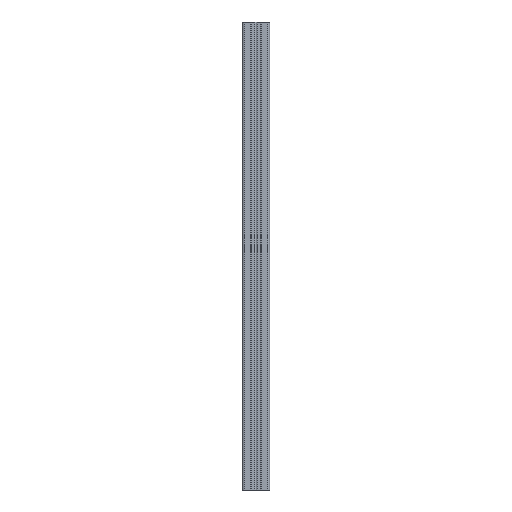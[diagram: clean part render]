
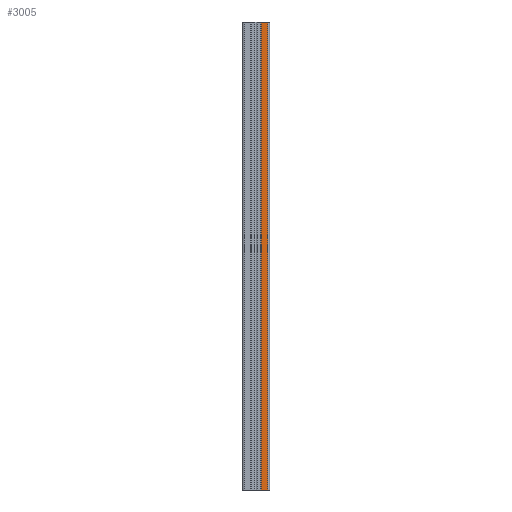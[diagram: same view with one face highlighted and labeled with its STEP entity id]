
A CAD part, front view. The second image highlights one B-rep face of the part: STEP entity #3005.
In plain terms, the highlighted planar face has unit normal (0, -1, 0).
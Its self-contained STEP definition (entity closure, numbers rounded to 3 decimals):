
#61=PLANE('',#3253);
#183=FACE_OUTER_BOUND('',#337,.T.);
#337=EDGE_LOOP('',(#2273,#2274,#2275,#2276));
#581=LINE('',#4803,#893);
#582=LINE('',#4807,#894);
#583=LINE('',#4809,#895);
#584=LINE('',#4810,#896);
#893=VECTOR('',#3887,1000.);
#894=VECTOR('',#3892,10.);
#895=VECTOR('',#3893,1000.);
#896=VECTOR('',#3894,4.65);
#1345=VERTEX_POINT('',#4800);
#1346=VERTEX_POINT('',#4802);
#1347=VERTEX_POINT('',#4806);
#1348=VERTEX_POINT('',#4808);
#1732=EDGE_CURVE('',#1346,#1345,#581,.T.);
#1734=EDGE_CURVE('',#1345,#1347,#582,.F.);
#1735=EDGE_CURVE('',#1348,#1347,#583,.T.);
#1736=EDGE_CURVE('',#1348,#1346,#584,.T.);
#2273=ORIENTED_EDGE('',*,*,#1734,.T.);
#2274=ORIENTED_EDGE('',*,*,#1735,.F.);
#2275=ORIENTED_EDGE('',*,*,#1736,.T.);
#2276=ORIENTED_EDGE('',*,*,#1732,.T.);
#3005=ADVANCED_FACE('',(#183),#61,.T.);
#3253=AXIS2_PLACEMENT_3D('',#4805,#3890,#3891);
#3887=DIRECTION('',(0.,0.,1.));
#3890=DIRECTION('center_axis',(0.,-1.,0.));
#3891=DIRECTION('ref_axis',(0.,0.,-1.));
#3892=DIRECTION('',(1.,0.,0.));
#3893=DIRECTION('',(0.,0.,1.));
#3894=DIRECTION('',(1.,0.,0.));
#4800=CARTESIAN_POINT('',(17.,0.,340.));
#4802=CARTESIAN_POINT('',(17.,0.,0.));
#4803=CARTESIAN_POINT('',(17.,0.,0.));
#4805=CARTESIAN_POINT('Origin',(17.,0.,0.));
#4806=CARTESIAN_POINT('',(12.35,0.,340.));
#4807=CARTESIAN_POINT('',(12.75,0.,340.));
#4808=CARTESIAN_POINT('',(12.35,0.,0.));
#4809=CARTESIAN_POINT('',(12.35,0.,0.));
#4810=CARTESIAN_POINT('',(12.35,0.,0.));
